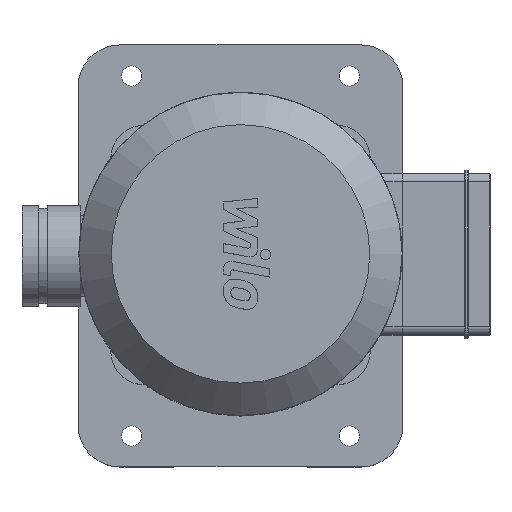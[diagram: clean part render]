
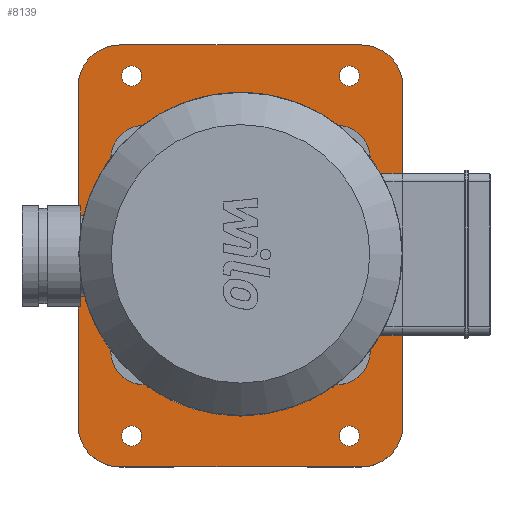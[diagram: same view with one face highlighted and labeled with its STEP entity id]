
A CAD part, top view. The second image highlights one B-rep face of the part: STEP entity #8139.
In plain terms, the highlighted planar face has unit normal (0, 0, 1).
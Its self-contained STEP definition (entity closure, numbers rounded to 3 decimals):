
#682=LINE('',#13905,#1379);
#689=LINE('',#13919,#1386);
#690=LINE('',#13923,#1387);
#691=LINE('',#13927,#1388);
#692=LINE('',#13939,#1389);
#693=LINE('',#13943,#1390);
#694=LINE('',#13947,#1391);
#695=LINE('',#13951,#1392);
#1379=VECTOR('',#11084,144.);
#1386=VECTOR('',#11093,202.);
#1387=VECTOR('',#11096,144.);
#1388=VECTOR('',#11099,202.);
#1389=VECTOR('',#11110,90.);
#1390=VECTOR('',#11113,90.);
#1391=VECTOR('',#11116,90.);
#1392=VECTOR('',#11119,90.);
#1790=PLANE('',#8961);
#1886=FACE_BOUND('',#2818,.T.);
#1887=FACE_BOUND('',#2819,.T.);
#1888=FACE_BOUND('',#2820,.T.);
#1889=FACE_BOUND('',#2821,.T.);
#1890=FACE_BOUND('',#2822,.T.);
#2311=FACE_OUTER_BOUND('',#2817,.T.);
#2817=EDGE_LOOP('',(#7247,#7248,#7249,#7250,#7251,#7252,#7253,#7254));
#2818=EDGE_LOOP('',(#7255));
#2819=EDGE_LOOP('',(#7256));
#2820=EDGE_LOOP('',(#7257));
#2821=EDGE_LOOP('',(#7258));
#2822=EDGE_LOOP('',(#7259,#7260,#7261,#7262,#7263,#7264,#7265,#7266));
#3326=CIRCLE('',#8959,25.);
#3327=CIRCLE('',#8962,25.);
#3328=CIRCLE('',#8963,25.);
#3329=CIRCLE('',#8964,25.);
#3330=CIRCLE('',#8965,6.);
#3331=CIRCLE('',#8966,6.);
#3332=CIRCLE('',#8967,6.);
#3333=CIRCLE('',#8968,6.);
#3334=CIRCLE('',#8969,25.);
#3335=CIRCLE('',#8970,25.);
#3336=CIRCLE('',#8971,25.);
#3337=CIRCLE('',#8972,25.);
#4012=VERTEX_POINT('',#13898);
#4013=VERTEX_POINT('',#13900);
#4014=VERTEX_POINT('',#13904);
#4020=VERTEX_POINT('',#13918);
#4021=VERTEX_POINT('',#13920);
#4022=VERTEX_POINT('',#13922);
#4023=VERTEX_POINT('',#13924);
#4024=VERTEX_POINT('',#13926);
#4025=VERTEX_POINT('',#13929);
#4026=VERTEX_POINT('',#13931);
#4027=VERTEX_POINT('',#13933);
#4028=VERTEX_POINT('',#13935);
#4029=VERTEX_POINT('',#13937);
#4030=VERTEX_POINT('',#13938);
#4031=VERTEX_POINT('',#13940);
#4032=VERTEX_POINT('',#13942);
#4033=VERTEX_POINT('',#13944);
#4034=VERTEX_POINT('',#13946);
#4035=VERTEX_POINT('',#13948);
#4036=VERTEX_POINT('',#13950);
#5121=EDGE_CURVE('',#4012,#4013,#3326,.T.);
#5123=EDGE_CURVE('',#4014,#4013,#682,.T.);
#5130=EDGE_CURVE('',#4012,#4020,#689,.T.);
#5131=EDGE_CURVE('',#4021,#4020,#3327,.T.);
#5132=EDGE_CURVE('',#4021,#4022,#690,.T.);
#5133=EDGE_CURVE('',#4023,#4022,#3328,.T.);
#5134=EDGE_CURVE('',#4023,#4024,#691,.T.);
#5135=EDGE_CURVE('',#4014,#4024,#3329,.T.);
#5136=EDGE_CURVE('',#4025,#4025,#3330,.T.);
#5137=EDGE_CURVE('',#4026,#4026,#3331,.T.);
#5138=EDGE_CURVE('',#4027,#4027,#3332,.T.);
#5139=EDGE_CURVE('',#4028,#4028,#3333,.T.);
#5140=EDGE_CURVE('',#4029,#4030,#692,.T.);
#5141=EDGE_CURVE('',#4030,#4031,#3334,.T.);
#5142=EDGE_CURVE('',#4031,#4032,#693,.T.);
#5143=EDGE_CURVE('',#4032,#4033,#3335,.T.);
#5144=EDGE_CURVE('',#4033,#4034,#694,.T.);
#5145=EDGE_CURVE('',#4034,#4035,#3336,.T.);
#5146=EDGE_CURVE('',#4035,#4036,#695,.T.);
#5147=EDGE_CURVE('',#4036,#4029,#3337,.T.);
#7247=ORIENTED_EDGE('',*,*,#5121,.F.);
#7248=ORIENTED_EDGE('',*,*,#5130,.T.);
#7249=ORIENTED_EDGE('',*,*,#5131,.F.);
#7250=ORIENTED_EDGE('',*,*,#5132,.T.);
#7251=ORIENTED_EDGE('',*,*,#5133,.F.);
#7252=ORIENTED_EDGE('',*,*,#5134,.T.);
#7253=ORIENTED_EDGE('',*,*,#5135,.F.);
#7254=ORIENTED_EDGE('',*,*,#5123,.T.);
#7255=ORIENTED_EDGE('',*,*,#5136,.T.);
#7256=ORIENTED_EDGE('',*,*,#5137,.T.);
#7257=ORIENTED_EDGE('',*,*,#5138,.T.);
#7258=ORIENTED_EDGE('',*,*,#5139,.T.);
#7259=ORIENTED_EDGE('',*,*,#5140,.T.);
#7260=ORIENTED_EDGE('',*,*,#5141,.T.);
#7261=ORIENTED_EDGE('',*,*,#5142,.T.);
#7262=ORIENTED_EDGE('',*,*,#5143,.T.);
#7263=ORIENTED_EDGE('',*,*,#5144,.T.);
#7264=ORIENTED_EDGE('',*,*,#5145,.T.);
#7265=ORIENTED_EDGE('',*,*,#5146,.T.);
#7266=ORIENTED_EDGE('',*,*,#5147,.T.);
#8139=ADVANCED_FACE('',(#2311,#1886,#1887,#1888,#1889,#1890),#1790,.F.);
#8959=AXIS2_PLACEMENT_3D('',#13901,#11079,#11080);
#8961=AXIS2_PLACEMENT_3D('',#13917,#11091,#11092);
#8962=AXIS2_PLACEMENT_3D('',#13921,#11094,#11095);
#8963=AXIS2_PLACEMENT_3D('',#13925,#11097,#11098);
#8964=AXIS2_PLACEMENT_3D('',#13928,#11100,#11101);
#8965=AXIS2_PLACEMENT_3D('',#13930,#11102,#11103);
#8966=AXIS2_PLACEMENT_3D('',#13932,#11104,#11105);
#8967=AXIS2_PLACEMENT_3D('',#13934,#11106,#11107);
#8968=AXIS2_PLACEMENT_3D('',#13936,#11108,#11109);
#8969=AXIS2_PLACEMENT_3D('',#13941,#11111,#11112);
#8970=AXIS2_PLACEMENT_3D('',#13945,#11114,#11115);
#8971=AXIS2_PLACEMENT_3D('',#13949,#11117,#11118);
#8972=AXIS2_PLACEMENT_3D('',#13952,#11120,#11121);
#11079=DIRECTION('center_axis',(0.,0.,-1.));
#11080=DIRECTION('ref_axis',(0.707,-0.707,0.));
#11084=DIRECTION('',(1.,0.,0.));
#11091=DIRECTION('center_axis',(0.,0.,-1.));
#11092=DIRECTION('ref_axis',(0.,-1.,0.));
#11093=DIRECTION('',(0.,1.,0.));
#11094=DIRECTION('center_axis',(0.,0.,-1.));
#11095=DIRECTION('ref_axis',(0.707,0.707,0.));
#11096=DIRECTION('',(-1.,0.,0.));
#11097=DIRECTION('center_axis',(0.,0.,-1.));
#11098=DIRECTION('ref_axis',(-0.707,0.707,0.));
#11099=DIRECTION('',(0.,-1.,0.));
#11100=DIRECTION('center_axis',(0.,0.,-1.));
#11101=DIRECTION('ref_axis',(-0.707,-0.707,0.));
#11102=DIRECTION('center_axis',(0.,0.,-1.));
#11103=DIRECTION('ref_axis',(0.,1.,0.));
#11104=DIRECTION('center_axis',(0.,0.,-1.));
#11105=DIRECTION('ref_axis',(0.,1.,0.));
#11106=DIRECTION('center_axis',(0.,0.,-1.));
#11107=DIRECTION('ref_axis',(0.,1.,0.));
#11108=DIRECTION('center_axis',(0.,0.,-1.));
#11109=DIRECTION('ref_axis',(0.,1.,0.));
#11110=DIRECTION('',(-1.,0.,0.));
#11111=DIRECTION('center_axis',(0.,0.,-1.));
#11112=DIRECTION('ref_axis',(-1.,0.,0.));
#11113=DIRECTION('',(0.,1.,0.));
#11114=DIRECTION('center_axis',(0.,0.,-1.));
#11115=DIRECTION('ref_axis',(0.,1.,0.));
#11116=DIRECTION('',(1.,0.,0.));
#11117=DIRECTION('center_axis',(0.,0.,-1.));
#11118=DIRECTION('ref_axis',(1.,0.,0.));
#11119=DIRECTION('',(0.,-1.,0.));
#11120=DIRECTION('center_axis',(0.,0.,-1.));
#11121=DIRECTION('ref_axis',(0.,-1.,0.));
#13898=CARTESIAN_POINT('',(97.,-101.,24.75));
#13900=CARTESIAN_POINT('',(72.,-126.,24.75));
#13901=CARTESIAN_POINT('Origin',(72.,-101.,24.75));
#13904=CARTESIAN_POINT('',(-72.,-126.,24.75));
#13905=CARTESIAN_POINT('',(-97.,-126.,24.75));
#13917=CARTESIAN_POINT('Origin',(0.,0.,
24.75));
#13918=CARTESIAN_POINT('',(97.,101.,24.75));
#13919=CARTESIAN_POINT('',(97.,-126.,24.75));
#13920=CARTESIAN_POINT('',(72.,126.,24.75));
#13921=CARTESIAN_POINT('Origin',(72.,101.,24.75));
#13922=CARTESIAN_POINT('',(-72.,126.,24.75));
#13923=CARTESIAN_POINT('',(97.,126.,24.75));
#13924=CARTESIAN_POINT('',(-97.,101.,24.75));
#13925=CARTESIAN_POINT('Origin',(-72.,101.,24.75));
#13926=CARTESIAN_POINT('',(-97.,-101.,24.75));
#13927=CARTESIAN_POINT('',(-97.,126.,24.75));
#13928=CARTESIAN_POINT('Origin',(-72.,-101.,24.75));
#13929=CARTESIAN_POINT('',(-65.,101.5,24.75));
#13930=CARTESIAN_POINT('Origin',(-65.,107.5,24.75));
#13931=CARTESIAN_POINT('',(-65.,-113.5,24.75));
#13932=CARTESIAN_POINT('Origin',(-65.,-107.5,24.75));
#13933=CARTESIAN_POINT('',(65.,101.5,24.75));
#13934=CARTESIAN_POINT('Origin',(65.,107.5,24.75));
#13935=CARTESIAN_POINT('',(65.,-113.5,24.75));
#13936=CARTESIAN_POINT('Origin',(65.,-107.5,24.75));
#13937=CARTESIAN_POINT('',(45.,-70.,24.75));
#13938=CARTESIAN_POINT('',(-45.,-70.,24.75));
#13939=CARTESIAN_POINT('',(22.5,-70.,24.75));
#13940=CARTESIAN_POINT('',(-70.,-45.,24.75));
#13941=CARTESIAN_POINT('Origin',(-45.,-45.,24.75));
#13942=CARTESIAN_POINT('',(-70.,45.,24.75));
#13943=CARTESIAN_POINT('',(-70.,-22.5,24.75));
#13944=CARTESIAN_POINT('',(-45.,70.,24.75));
#13945=CARTESIAN_POINT('Origin',(-45.,45.,24.75));
#13946=CARTESIAN_POINT('',(45.,70.,24.75));
#13947=CARTESIAN_POINT('',(-22.5,70.,24.75));
#13948=CARTESIAN_POINT('',(70.,45.,24.75));
#13949=CARTESIAN_POINT('Origin',(45.,45.,24.75));
#13950=CARTESIAN_POINT('',(70.,-45.,24.75));
#13951=CARTESIAN_POINT('',(70.,22.5,24.75));
#13952=CARTESIAN_POINT('Origin',(45.,-45.,24.75));
